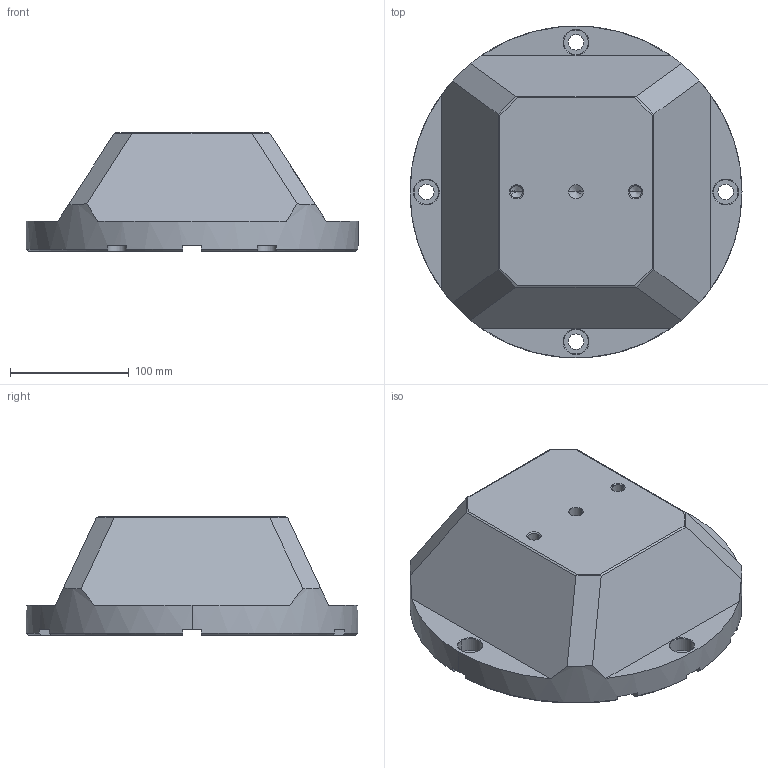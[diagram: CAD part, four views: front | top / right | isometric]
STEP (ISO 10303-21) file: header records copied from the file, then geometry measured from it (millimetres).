
FILE_DESCRIPTION (( 'STEP AP214' ), '1' );
FILE_NAME ('05-0500.STEP', '2024-10-09T20:21:07', ( '' ), ( '' ), 'SwSTEP 2.0', 'SolidWorks 2022', '' );
FILE_SCHEMA (( 'AUTOMOTIVE_DESIGN' ));
Length unit declared in the file: inch
Products named in the file (1): 05-0500
Bounding box: 279.4 x 279.35 x 100 mm (x, y, z)
Volume: 2977884.2 mm3; surface area: 207761.7 mm2
Topology: 1 solids, 1 shells, 166 faces, 422 edges, 259 vertices
Faces by surface type: plane 62, cylinder 60, cone 44
Entity records: 6759 total; most frequent: CARTESIAN_POINT 934, DIRECTION 870, ORIENTED_EDGE 800, EDGE_CURVE 400, AXIS2_PLACEMENT_3D 339, VERTEX_POINT 259, EDGE_LOOP 197, VECTOR 192
